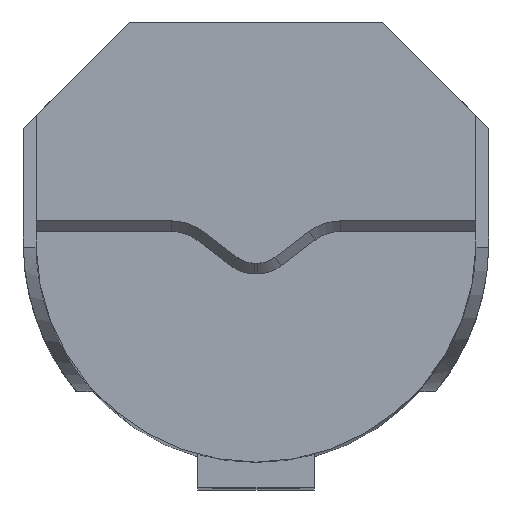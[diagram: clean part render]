
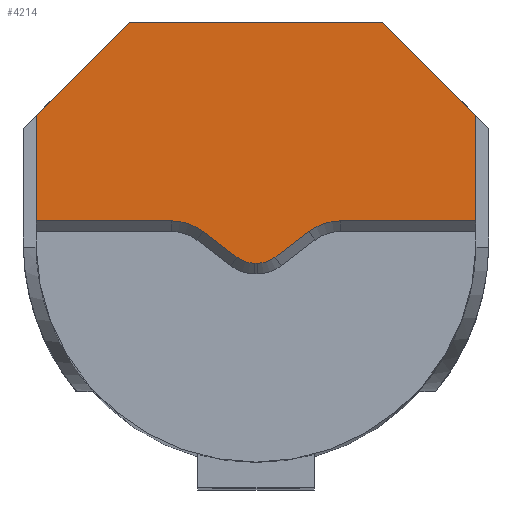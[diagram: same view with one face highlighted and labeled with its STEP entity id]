
A CAD part, top view. The second image highlights one B-rep face of the part: STEP entity #4214.
In plain terms, the highlighted planar face has unit normal (0, 0, 1).
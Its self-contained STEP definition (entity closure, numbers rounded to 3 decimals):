
#38 = CARTESIAN_POINT ( 'NONE',  ( 6., 10.4, 35.1 ) ) ;
#51 = CARTESIAN_POINT ( 'NONE',  ( -0.05, 0.396, 35.1 ) ) ;
#266 = LINE ( 'NONE', #1276, #5046 ) ;
#305 = AXIS2_PLACEMENT_3D ( 'NONE', #2057, #2383, #5234 ) ;
#330 = CARTESIAN_POINT ( 'NONE',  ( 10.398, 1., 35.1 ) ) ;
#332 = ORIENTED_EDGE ( 'NONE', *, *, #3508, .F. ) ;
#358 = DIRECTION ( 'NONE',  ( -0.796, -0.605, 0. ) ) ;
#444 = LINE ( 'NONE', #5508, #4537 ) ;
#525 = LINE ( 'NONE', #5137, #4940 ) ;
#532 = VERTEX_POINT ( 'NONE', #3887 ) ;
#641 = CARTESIAN_POINT ( 'NONE',  ( -0.897, -0.719, 35.1 ) ) ;
#662 = CARTESIAN_POINT ( 'NONE',  ( 0.897, -0.719, 35.1 ) ) ;
#709 = EDGE_CURVE ( 'NONE', #5402, #3973, #444, .T. ) ;
#808 = DIRECTION ( 'NONE',  ( 0., -1., 0. ) ) ;
#816 = ORIENTED_EDGE ( 'NONE', *, *, #3938, .F. ) ;
#835 = FACE_OUTER_BOUND ( 'NONE', #2779, .T. ) ;
#893 = CARTESIAN_POINT ( 'NONE',  ( -6., 10.4, 35.1 ) ) ;
#926 = EDGE_CURVE ( 'NONE', #4569, #3973, #1452, .T. ) ;
#936 = DIRECTION ( 'NONE',  ( 0., 0., -1. ) ) ;
#1167 = CARTESIAN_POINT ( 'NONE',  ( 4., 1., 35.1 ) ) ;
#1169 = CARTESIAN_POINT ( 'NONE',  ( 10.398, 6.002, 35.1 ) ) ;
#1181 = CIRCLE ( 'NONE', #305, 2.5 ) ;
#1187 = VECTOR ( 'NONE', #1906, 1000. ) ;
#1276 = CARTESIAN_POINT ( 'NONE',  ( 2.487, 0.49, 35.1 ) ) ;
#1347 = CARTESIAN_POINT ( 'NONE',  ( -10.398, 6.002, 35.1 ) ) ;
#1362 = DIRECTION ( 'NONE',  ( 0., 1., 0. ) ) ;
#1373 = CARTESIAN_POINT ( 'NONE',  ( -4., -1.5, 35.1 ) ) ;
#1378 = DIRECTION ( 'NONE',  ( -0.796, 0.605, 0. ) ) ;
#1448 = LINE ( 'NONE', #4624, #3775 ) ;
#1452 = LINE ( 'NONE', #2364, #1187 ) ;
#1473 = ORIENTED_EDGE ( 'NONE', *, *, #2956, .F. ) ;
#1559 = VECTOR ( 'NONE', #5894, 1000. ) ;
#1604 = VERTEX_POINT ( 'NONE', #4057 ) ;
#1688 = ORIENTED_EDGE ( 'NONE', *, *, #4771, .T. ) ;
#1751 = VERTEX_POINT ( 'NONE', #4594 ) ;
#1766 = CARTESIAN_POINT ( 'NONE',  ( 2.487, 0.49, 35.1 ) ) ;
#1768 = CIRCLE ( 'NONE', #3118, 1.4 ) ;
#1779 = ORIENTED_EDGE ( 'NONE', *, *, #2213, .F. ) ;
#1842 = CIRCLE ( 'NONE', #6009, 2.5 ) ;
#1868 = EDGE_CURVE ( 'NONE', #1604, #3722, #1181, .T. ) ;
#1906 = DIRECTION ( 'NONE',  ( 0.707, -0.707, 0. ) ) ;
#1983 = ORIENTED_EDGE ( 'NONE', *, *, #4676, .T. ) ;
#2057 = CARTESIAN_POINT ( 'NONE',  ( 4., -1.5, 35.1 ) ) ;
#2134 = VECTOR ( 'NONE', #4124, 1000. ) ;
#2183 = ORIENTED_EDGE ( 'NONE', *, *, #709, .T. ) ;
#2213 = EDGE_CURVE ( 'NONE', #1751, #5291, #1768, .T. ) ;
#2235 = DIRECTION ( 'NONE',  ( 0.605, -0.796, 0. ) ) ;
#2281 = LINE ( 'NONE', #5970, #2134 ) ;
#2294 = DIRECTION ( 'NONE',  ( 1., 0., 0. ) ) ;
#2345 = DIRECTION ( 'NONE',  ( 0., 0., 1. ) ) ;
#2364 = CARTESIAN_POINT ( 'NONE',  ( 6., 10.4, 35.1 ) ) ;
#2383 = DIRECTION ( 'NONE',  ( 0., 0., 1. ) ) ;
#2549 = EDGE_CURVE ( 'NONE', #4502, #2945, #1448, .T. ) ;
#2644 = ORIENTED_EDGE ( 'NONE', *, *, #926, .F. ) ;
#2658 = CARTESIAN_POINT ( 'NONE',  ( 0., 0.198, 35.1 ) ) ;
#2674 = VERTEX_POINT ( 'NONE', #662 ) ;
#2675 = ORIENTED_EDGE ( 'NONE', *, *, #1868, .F. ) ;
#2713 = LINE ( 'NONE', #4565, #1559 ) ;
#2749 = PLANE ( 'NONE',  #3008 ) ;
#2779 = EDGE_LOOP ( 'NONE', ( #1688, #332, #5011, #1779, #816, #1473, #4241, #2675, #2844, #2183, #2644, #1983, #4888, #3426 ) ) ;
#2789 = DIRECTION ( 'NONE',  ( 0., -1., 0. ) ) ;
#2804 = EDGE_CURVE ( 'NONE', #1604, #5402, #5296, .T. ) ;
#2808 = AXIS2_PLACEMENT_3D ( 'NONE', #4928, #4026, #2235 ) ;
#2832 = CARTESIAN_POINT ( 'NONE',  ( -10.398, 1., 35.1 ) ) ;
#2843 = DIRECTION ( 'NONE',  ( 0.707, 0.707, 0. ) ) ;
#2844 = ORIENTED_EDGE ( 'NONE', *, *, #2804, .T. ) ;
#2929 = EDGE_CURVE ( 'NONE', #4502, #5608, #4053, .T. ) ;
#2945 = VERTEX_POINT ( 'NONE', #893 ) ;
#2956 = EDGE_CURVE ( 'NONE', #2674, #532, #5514, .T. ) ;
#3008 = AXIS2_PLACEMENT_3D ( 'NONE', #2658, #5446, #2294 ) ;
#3118 = AXIS2_PLACEMENT_3D ( 'NONE', #51, #936, #2789 ) ;
#3121 = EDGE_CURVE ( 'NONE', #5291, #3858, #525, .T. ) ;
#3284 = CARTESIAN_POINT ( 'NONE',  ( -10.398, 6.002, 35.1 ) ) ;
#3426 = ORIENTED_EDGE ( 'NONE', *, *, #2929, .T. ) ;
#3508 = EDGE_CURVE ( 'NONE', #3858, #4312, #1842, .T. ) ;
#3722 = VERTEX_POINT ( 'NONE', #1766 ) ;
#3775 = VECTOR ( 'NONE', #2843, 1000. ) ;
#3780 = VECTOR ( 'NONE', #5269, 1000. ) ;
#3858 = VERTEX_POINT ( 'NONE', #4184 ) ;
#3876 = VECTOR ( 'NONE', #808, 1000. ) ;
#3887 = CARTESIAN_POINT ( 'NONE',  ( 0.05, -1.004, 35.1 ) ) ;
#3938 = EDGE_CURVE ( 'NONE', #532, #1751, #2281, .T. ) ;
#3973 = VERTEX_POINT ( 'NONE', #1169 ) ;
#4026 = DIRECTION ( 'NONE',  ( 0., 0., -1. ) ) ;
#4053 = LINE ( 'NONE', #1347, #3876 ) ;
#4057 = CARTESIAN_POINT ( 'NONE',  ( 4., 1., 35.1 ) ) ;
#4124 = DIRECTION ( 'NONE',  ( -1., 0., 0. ) ) ;
#4184 = CARTESIAN_POINT ( 'NONE',  ( -2.487, 0.49, 35.1 ) ) ;
#4214 = ADVANCED_FACE ( 'NONE', ( #835 ), #2749, .T. ) ;
#4241 = ORIENTED_EDGE ( 'NONE', *, *, #5396, .F. ) ;
#4312 = VERTEX_POINT ( 'NONE', #4317 ) ;
#4317 = CARTESIAN_POINT ( 'NONE',  ( -4., 1., 35.1 ) ) ;
#4502 = VERTEX_POINT ( 'NONE', #3284 ) ;
#4537 = VECTOR ( 'NONE', #1362, 1000. ) ;
#4565 = CARTESIAN_POINT ( 'NONE',  ( 6., 10.4, 35.1 ) ) ;
#4569 = VERTEX_POINT ( 'NONE', #38 ) ;
#4594 = CARTESIAN_POINT ( 'NONE',  ( -0.05, -1.004, 35.1 ) ) ;
#4624 = CARTESIAN_POINT ( 'NONE',  ( -10.398, 6.002, 35.1 ) ) ;
#4676 = EDGE_CURVE ( 'NONE', #4569, #2945, #2713, .T. ) ;
#4771 = EDGE_CURVE ( 'NONE', #5608, #4312, #5556, .T. ) ;
#4888 = ORIENTED_EDGE ( 'NONE', *, *, #2549, .F. ) ;
#4928 = CARTESIAN_POINT ( 'NONE',  ( 0.05, 0.396, 35.1 ) ) ;
#4940 = VECTOR ( 'NONE', #1378, 1000. ) ;
#5011 = ORIENTED_EDGE ( 'NONE', *, *, #3121, .F. ) ;
#5046 = VECTOR ( 'NONE', #358, 1000. ) ;
#5137 = CARTESIAN_POINT ( 'NONE',  ( -0.897, -0.719, 35.1 ) ) ;
#5199 = DIRECTION ( 'NONE',  ( 1., 0., 0. ) ) ;
#5234 = DIRECTION ( 'NONE',  ( 0., 1., 0. ) ) ;
#5269 = DIRECTION ( 'NONE',  ( 1., 0., 0. ) ) ;
#5291 = VERTEX_POINT ( 'NONE', #641 ) ;
#5296 = LINE ( 'NONE', #1167, #3780 ) ;
#5396 = EDGE_CURVE ( 'NONE', #3722, #2674, #266, .T. ) ;
#5402 = VERTEX_POINT ( 'NONE', #330 ) ;
#5446 = DIRECTION ( 'NONE',  ( 0., 0., 1. ) ) ;
#5486 = CARTESIAN_POINT ( 'NONE',  ( -10.398, 1., 35.1 ) ) ;
#5508 = CARTESIAN_POINT ( 'NONE',  ( 10.398, 1., 35.1 ) ) ;
#5514 = CIRCLE ( 'NONE', #2808, 1.4 ) ;
#5556 = LINE ( 'NONE', #2832, #5917 ) ;
#5606 = DIRECTION ( 'NONE',  ( 0.605, 0.796, 0. ) ) ;
#5608 = VERTEX_POINT ( 'NONE', #5486 ) ;
#5894 = DIRECTION ( 'NONE',  ( -1., 0., 0. ) ) ;
#5917 = VECTOR ( 'NONE', #5199, 1000. ) ;
#5970 = CARTESIAN_POINT ( 'NONE',  ( 0.05, -1.004, 35.1 ) ) ;
#6009 = AXIS2_PLACEMENT_3D ( 'NONE', #1373, #2345, #5606 ) ;
